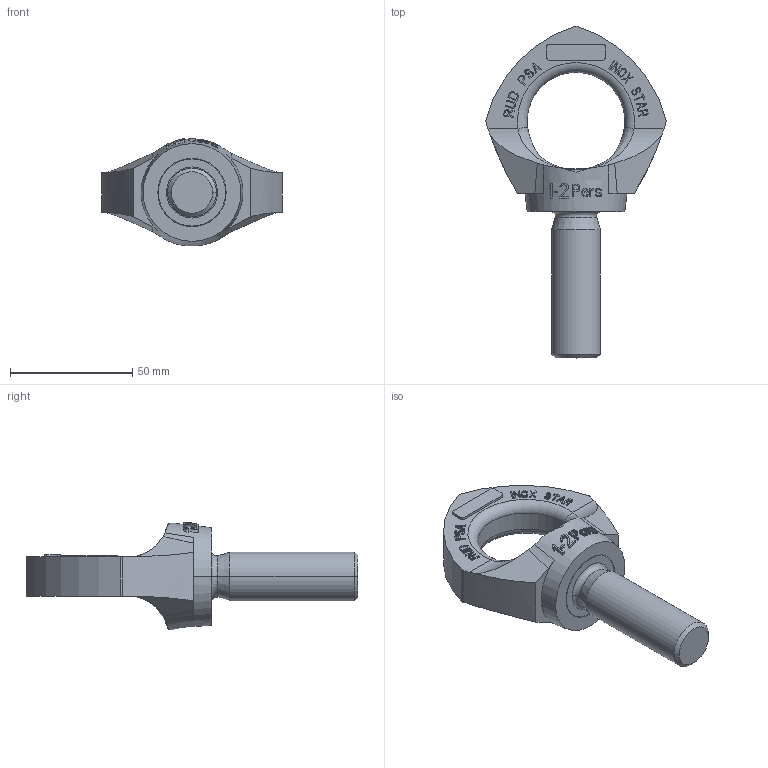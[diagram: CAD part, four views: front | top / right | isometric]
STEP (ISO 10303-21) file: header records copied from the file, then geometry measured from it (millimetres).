
FILE_DESCRIPTION((''),'2;1');
FILE_NAME('001-M34244-P-1_ASM','2015-01-23T',('Andreas.Wendler'),(''),'PRO/ENGINEER BY PARAMETRIC TECHNOLOGY CORPORATION, 2010140','PRO/ENGINEER BY PARAMETRIC TECHNOLOGY CORPORATION, 2010140','');
FILE_SCHEMA(('CONFIG_CONTROL_DESIGN'));
Length unit declared in the file: millimetre
Products named in the file (3): 001-M34126-P-1; 001-M33584-P-1; 001-M34244-P-1_ASM
Assembly tree (2 placements, depth 2):
  001-M34244-P-1_ASM
    001-M34126-P-1
    001-M33584-P-1
Bounding box: 74 x 136 x 44.19 mm (x, y, z)
Volume: 76688 mm3; surface area: 21794.7 mm2
Topology: 2 solids, 2 shells, 607 faces, 1699 edges, 1126 vertices
Faces by surface type: plane 539, cylinder 29, cone 19, bspline 12, torus 8
Entity records: 20302 total; most frequent: CARTESIAN_POINT 5172, ORIENTED_EDGE 3398, DIRECTION 2679, EDGE_CURVE 1699, VECTOR 1243, LINE 1243, VERTEX_POINT 1126, AXIS2_PLACEMENT_3D 718
